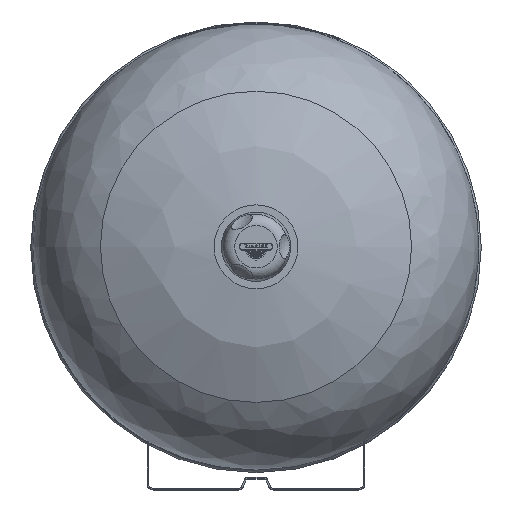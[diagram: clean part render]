
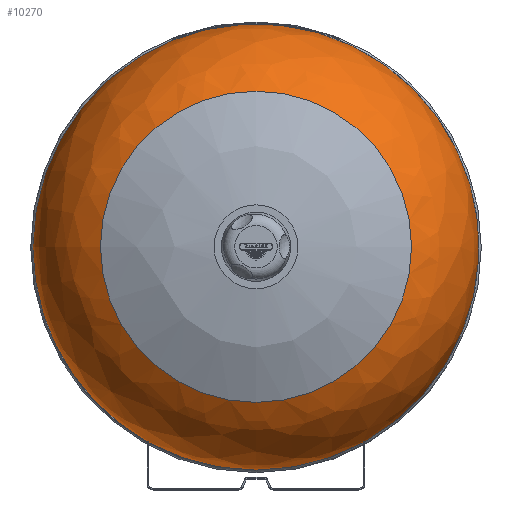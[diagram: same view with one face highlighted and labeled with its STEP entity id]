
A CAD part, top view. The second image highlights one B-rep face of the part: STEP entity #10270.
In plain terms, the highlighted free-form (B-spline) face has degree [2, 2] with [3, 9] control points.
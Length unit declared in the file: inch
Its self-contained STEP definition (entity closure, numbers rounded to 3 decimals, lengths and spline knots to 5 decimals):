
#137=(
BOUNDED_CURVE()
B_SPLINE_CURVE(2,(#17182,#17183,#17184),.UNSPECIFIED.,.F.,.F.)
B_SPLINE_CURVE_WITH_KNOTS((3,3),(-1.05966,0.00007),
 .UNSPECIFIED.)
CURVE()
GEOMETRIC_REPRESENTATION_ITEM()
RATIONAL_B_SPLINE_CURVE((1.,0.863,1.))
REPRESENTATION_ITEM('')
);
#178=(
BOUNDED_SURFACE()
B_SPLINE_SURFACE(2,2,((#17154,#17155,#17156,#17157,#17158,#17159,#17160,
#17161,#17162),(#17163,#17164,#17165,#17166,#17167,#17168,#17169,#17170,
#17171),(#17172,#17173,#17174,#17175,#17176,#17177,#17178,#17179,#17180)),
 .UNSPECIFIED.,.F.,.T.,.F.)
B_SPLINE_SURFACE_WITH_KNOTS((3,3),(3,2,2,2,3),(-0.00007,1.05966),
(-3.14159,-1.5708,0.,1.5708,3.14159),
 .UNSPECIFIED.)
GEOMETRIC_REPRESENTATION_ITEM()
RATIONAL_B_SPLINE_SURFACE(((1.,0.707,1.,0.707,1.,
0.707,1.,0.707,1.),(0.863,0.61,
0.863,0.61,0.863,0.61,
0.863,0.61,0.863),(1.,0.707,
1.,0.707,1.,0.707,1.,0.707,1.)))
REPRESENTATION_ITEM('')
SURFACE()
);
#193=ELLIPSE('',#10962,3.71018,3.07159);
#194=ELLIPSE('',#10966,3.71018,3.07159);
#2507=FACE_OUTER_BOUND('',#3101,.T.);
#3101=EDGE_LOOP('',(#7290,#7291,#7292,#7293,#7294,#7295,#7296,#7297,#7298,
#7299));
#3736=CIRCLE('',#10849,6.18396);
#3767=CIRCLE('',#10961,8.85827);
#3768=CIRCLE('',#10963,4.58773);
#3769=CIRCLE('',#10964,8.85827);
#3770=CIRCLE('',#10965,4.58773);
#3771=CIRCLE('',#10967,8.85827);
#4239=VERTEX_POINT('',#15019);
#4392=VERTEX_POINT('',#17181);
#4393=VERTEX_POINT('',#17185);
#4394=VERTEX_POINT('',#17187);
#4395=VERTEX_POINT('',#17189);
#4396=VERTEX_POINT('',#17191);
#4397=VERTEX_POINT('',#17193);
#4398=VERTEX_POINT('',#17195);
#5281=EDGE_CURVE('',#4239,#4239,#3736,.T.);
#5511=EDGE_CURVE('',#4239,#4392,#137,.T.);
#5512=EDGE_CURVE('',#4392,#4393,#3767,.T.);
#5513=EDGE_CURVE('',#4393,#4394,#193,.T.);
#5514=EDGE_CURVE('',#4394,#4395,#3768,.T.);
#5515=EDGE_CURVE('',#4395,#4396,#3769,.T.);
#5516=EDGE_CURVE('',#4396,#4397,#3770,.T.);
#5517=EDGE_CURVE('',#4397,#4398,#194,.T.);
#5518=EDGE_CURVE('',#4398,#4392,#3771,.T.);
#7290=ORIENTED_EDGE('',*,*,#5281,.F.);
#7291=ORIENTED_EDGE('',*,*,#5511,.T.);
#7292=ORIENTED_EDGE('',*,*,#5512,.T.);
#7293=ORIENTED_EDGE('',*,*,#5513,.T.);
#7294=ORIENTED_EDGE('',*,*,#5514,.T.);
#7295=ORIENTED_EDGE('',*,*,#5515,.T.);
#7296=ORIENTED_EDGE('',*,*,#5516,.T.);
#7297=ORIENTED_EDGE('',*,*,#5517,.T.);
#7298=ORIENTED_EDGE('',*,*,#5518,.T.);
#7299=ORIENTED_EDGE('',*,*,#5511,.F.);
#10270=ADVANCED_FACE('',(#2507),#178,.F.);
#10849=AXIS2_PLACEMENT_3D('',#15023,#12153,#12154);
#10961=AXIS2_PLACEMENT_3D('',#17186,#12476,#12477);
#10962=AXIS2_PLACEMENT_3D('',#17188,#12478,#12479);
#10963=AXIS2_PLACEMENT_3D('',#17190,#12480,#12481);
#10964=AXIS2_PLACEMENT_3D('',#17192,#12482,#12483);
#10965=AXIS2_PLACEMENT_3D('',#17194,#12484,#12485);
#10966=AXIS2_PLACEMENT_3D('',#17196,#12486,#12487);
#10967=AXIS2_PLACEMENT_3D('',#17197,#12488,#12489);
#12153=DIRECTION('center_axis',(0.,0.,1.));
#12154=DIRECTION('ref_axis',(-1.,0.,0.));
#12476=DIRECTION('center_axis',(0.,0.,1.));
#12477=DIRECTION('ref_axis',(-1.,0.,0.));
#12478=DIRECTION('center_axis',(0.,1.,0.));
#12479=DIRECTION('ref_axis',(1.,0.,0.));
#12480=DIRECTION('center_axis',(1.,0.,0.));
#12481=DIRECTION('ref_axis',(0.,-1.,0.));
#12482=DIRECTION('center_axis',(0.,0.,1.));
#12483=DIRECTION('ref_axis',(-1.,0.,0.));
#12484=DIRECTION('center_axis',(-1.,0.,0.));
#12485=DIRECTION('ref_axis',(0.,-0.996,0.086));
#12486=DIRECTION('center_axis',(0.,1.,0.));
#12487=DIRECTION('ref_axis',(1.,0.,0.));
#12488=DIRECTION('center_axis',(0.,0.,1.));
#12489=DIRECTION('ref_axis',(-1.,0.,0.));
#15019=CARTESIAN_POINT('',(1384.86322,-8.53858,91.58489));
#15023=CARTESIAN_POINT('Origin',(1391.04718,-8.53858,91.58489));
#17154=CARTESIAN_POINT('Ctrl Pts',(1382.18891,-8.53858,87.01844));
#17155=CARTESIAN_POINT('Ctrl Pts',(1382.18891,-17.39684,87.01844));
#17156=CARTESIAN_POINT('Ctrl Pts',(1391.04718,-17.39684,87.01844));
#17157=CARTESIAN_POINT('Ctrl Pts',(1399.90545,-17.39684,87.01844));
#17158=CARTESIAN_POINT('Ctrl Pts',(1399.90545,-8.53858,87.01844));
#17159=CARTESIAN_POINT('Ctrl Pts',(1399.90545,0.31969,87.01844));
#17160=CARTESIAN_POINT('Ctrl Pts',(1391.04718,0.31969,87.01844));
#17161=CARTESIAN_POINT('Ctrl Pts',(1382.18891,0.31969,87.01844));
#17162=CARTESIAN_POINT('Ctrl Pts',(1382.18891,-8.53858,87.01844));
#17163=CARTESIAN_POINT('Ctrl Pts',(1382.1887,-8.53858,90.08488));
#17164=CARTESIAN_POINT('Ctrl Pts',(1382.1887,-17.39705,90.08488));
#17165=CARTESIAN_POINT('Ctrl Pts',(1391.04718,-17.39705,90.08488));
#17166=CARTESIAN_POINT('Ctrl Pts',(1399.90566,-17.39705,90.08488));
#17167=CARTESIAN_POINT('Ctrl Pts',(1399.90566,-8.53858,90.08488));
#17168=CARTESIAN_POINT('Ctrl Pts',(1399.90566,0.3199,90.08488));
#17169=CARTESIAN_POINT('Ctrl Pts',(1391.04718,0.3199,90.08488));
#17170=CARTESIAN_POINT('Ctrl Pts',(1382.1887,0.3199,90.08488));
#17171=CARTESIAN_POINT('Ctrl Pts',(1382.1887,-8.53858,90.08488));
#17172=CARTESIAN_POINT('Ctrl Pts',(1384.86322,-8.53858,91.58489));
#17173=CARTESIAN_POINT('Ctrl Pts',(1384.86322,-14.72254,91.58489));
#17174=CARTESIAN_POINT('Ctrl Pts',(1391.04718,-14.72254,91.58489));
#17175=CARTESIAN_POINT('Ctrl Pts',(1397.23114,-14.72254,91.58489));
#17176=CARTESIAN_POINT('Ctrl Pts',(1397.23114,-8.53858,91.58489));
#17177=CARTESIAN_POINT('Ctrl Pts',(1397.23114,-2.35461,91.58489));
#17178=CARTESIAN_POINT('Ctrl Pts',(1391.04718,-2.35461,91.58489));
#17179=CARTESIAN_POINT('Ctrl Pts',(1384.86322,-2.35461,91.58489));
#17180=CARTESIAN_POINT('Ctrl Pts',(1384.86322,-8.53858,91.58489));
#17181=CARTESIAN_POINT('',(1382.18891,-8.53858,87.01844));
#17182=CARTESIAN_POINT('Ctrl Pts',(1384.86322,-8.53858,91.58489));
#17183=CARTESIAN_POINT('Ctrl Pts',(1382.1887,-8.53858,90.08488));
#17184=CARTESIAN_POINT('Ctrl Pts',(1382.18891,-8.53858,87.01844));
#17185=CARTESIAN_POINT('',(1386.74446,-16.28167,87.01844));
#17186=CARTESIAN_POINT('Origin',(1391.04718,-8.53858,87.01844));
#17187=CARTESIAN_POINT('',(1386.77553,-16.28167,87.41548));
#17188=CARTESIAN_POINT('Origin',(1390.45465,-16.28167,87.01845));
#17189=CARTESIAN_POINT('',(1386.77553,-16.29885,87.01844));
#17190=CARTESIAN_POINT('Origin',(1386.77553,-11.71113,87.01877));
#17191=CARTESIAN_POINT('',(1395.31883,-16.29885,87.01844));
#17192=CARTESIAN_POINT('Origin',(1391.04718,-8.53858,87.01844));
#17193=CARTESIAN_POINT('',(1395.31883,-16.28167,87.41548));
#17194=CARTESIAN_POINT('Origin',(1395.31883,-11.71113,87.01877));
#17195=CARTESIAN_POINT('',(1395.3499,-16.28167,87.01844));
#17196=CARTESIAN_POINT('Origin',(1391.63972,-16.28167,87.01845));
#17197=CARTESIAN_POINT('Origin',(1391.04718,-8.53858,87.01844));
